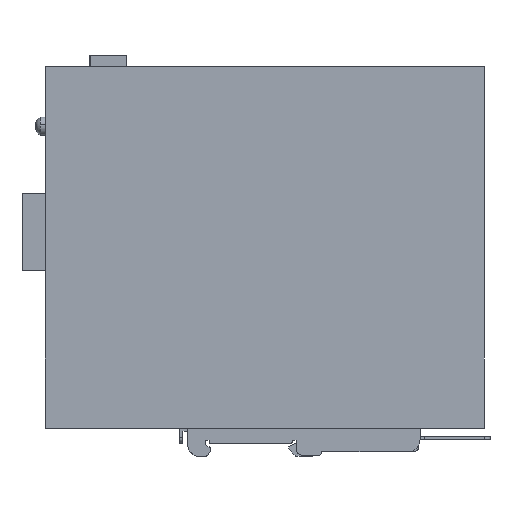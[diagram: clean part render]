
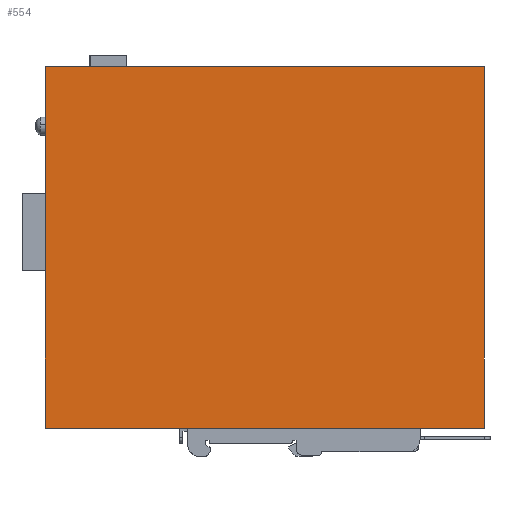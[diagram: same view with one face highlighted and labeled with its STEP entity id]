
A CAD part, left-side view. The second image highlights one B-rep face of the part: STEP entity #554.
In plain terms, the highlighted planar face has unit normal (-1, 0, 0).
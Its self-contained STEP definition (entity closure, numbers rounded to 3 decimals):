
#534=AXIS2_PLACEMENT_3D('Plane Axis2P3D',#531,#532,#533) ;
#190=CARTESIAN_POINT('Vertex',(0.,172.2,11.1)) ;
#193=CARTESIAN_POINT('Line Origine',(0.,172.2,81.1)) ;
#197=CARTESIAN_POINT('Vertex',(0.,172.2,151.1)) ;
#445=CARTESIAN_POINT('Line Origine',(0.,87.2,151.1)) ;
#449=CARTESIAN_POINT('Vertex',(0.,2.2,151.1)) ;
#531=CARTESIAN_POINT('Axis2P3D Location',(0.,2.2,151.1)) ;
#536=CARTESIAN_POINT('Line Origine',(0.,2.2,81.1)) ;
#540=CARTESIAN_POINT('Vertex',(0.,2.2,11.1)) ;
#543=CARTESIAN_POINT('Line Origine',(0.,87.2,11.1)) ;
#194=DIRECTION('Vector Direction',(0.,0.,-1.)) ;
#446=DIRECTION('Vector Direction',(0.,1.,0.)) ;
#532=DIRECTION('Axis2P3D Direction',(-1.,0.,-0.)) ;
#533=DIRECTION('Axis2P3D XDirection',(0.,1.,0.)) ;
#537=DIRECTION('Vector Direction',(0.,0.,-1.)) ;
#544=DIRECTION('Vector Direction',(0.,1.,0.)) ;
#195=VECTOR('Line Direction',#194,1.) ;
#447=VECTOR('Line Direction',#446,1.) ;
#538=VECTOR('Line Direction',#537,1.) ;
#545=VECTOR('Line Direction',#544,1.) ;
#549=ORIENTED_EDGE('',*,*,#542,.F.) ;
#550=ORIENTED_EDGE('',*,*,#451,.F.) ;
#551=ORIENTED_EDGE('',*,*,#199,.T.) ;
#552=ORIENTED_EDGE('',*,*,#547,.F.) ;
#554=ADVANCED_FACE('SWITCH',(#553),#535,.T.) ;
#199=EDGE_CURVE('',#198,#191,#196,.T.) ;
#451=EDGE_CURVE('',#198,#450,#448,.F.) ;
#542=EDGE_CURVE('',#450,#541,#539,.T.) ;
#547=EDGE_CURVE('',#541,#191,#546,.T.) ;
#548=EDGE_LOOP('',(#549,#550,#551,#552)) ;
#553=FACE_OUTER_BOUND('',#548,.T.) ;
#196=LINE('Line',#193,#195) ;
#448=LINE('Line',#445,#447) ;
#539=LINE('Line',#536,#538) ;
#546=LINE('Line',#543,#545) ;
#535=PLANE('',#534) ;
#191=VERTEX_POINT('',#190) ;
#198=VERTEX_POINT('',#197) ;
#450=VERTEX_POINT('',#449) ;
#541=VERTEX_POINT('',#540) ;
